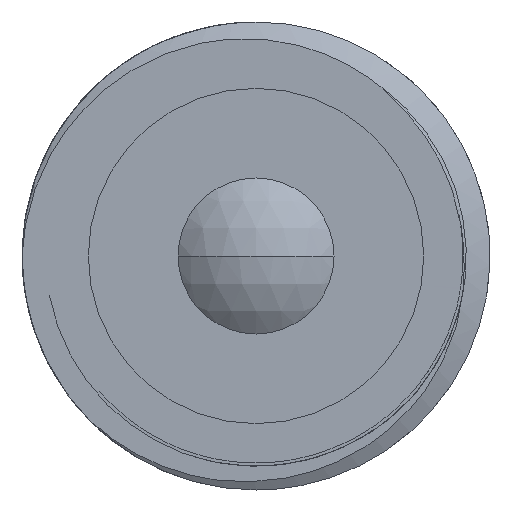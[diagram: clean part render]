
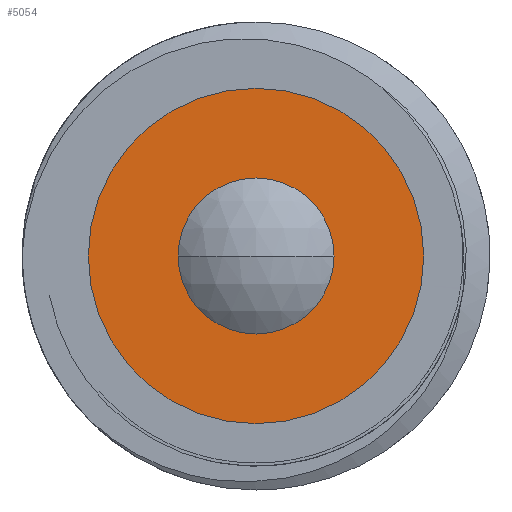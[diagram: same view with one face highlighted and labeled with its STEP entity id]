
A CAD part, left-side view. The second image highlights one B-rep face of the part: STEP entity #5054.
In plain terms, the highlighted planar face has unit normal (-1, 0, 0).
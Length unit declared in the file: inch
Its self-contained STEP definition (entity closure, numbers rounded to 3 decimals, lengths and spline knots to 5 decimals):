
#35 = CARTESIAN_POINT ( 'NONE',  ( 0.1378, 0., 0.03937 ) ) ;
#491 = DIRECTION ( 'NONE',  ( -1., 0., 0. ) ) ;
#639 = CARTESIAN_POINT ( 'NONE',  ( 0.1378, 0., 0. ) ) ;
#1092 = ORIENTED_EDGE ( 'NONE', *, *, #2546, .F. ) ;
#1110 = AXIS2_PLACEMENT_3D ( 'NONE', #6552, #8893, #14478 ) ;
#1175 = AXIS2_PLACEMENT_3D ( 'NONE', #1353, #10396, #1266 ) ;
#1255 = DIRECTION ( 'NONE',  ( 0., 0., 1. ) ) ;
#1266 = DIRECTION ( 'NONE',  ( 0., 0., 1. ) ) ;
#1353 = CARTESIAN_POINT ( 'NONE',  ( 0.1378, 0., 0. ) ) ;
#1771 = FACE_BOUND ( 'NONE', #5661, .T. ) ;
#1890 = VERTEX_POINT ( 'NONE', #11819 ) ;
#1960 = ORIENTED_EDGE ( 'NONE', *, *, #12294, .T. ) ;
#2034 = PLANE ( 'NONE',  #1110 ) ;
#2546 = EDGE_CURVE ( 'NONE', #7865, #9998, #7604, .T. ) ;
#3317 = AXIS2_PLACEMENT_3D ( 'NONE', #9117, #491, #3807 ) ;
#3579 = DIRECTION ( 'NONE',  ( -1., 0., 0. ) ) ;
#3807 = DIRECTION ( 'NONE',  ( 0., 0., 1. ) ) ;
#5054 = ADVANCED_FACE ( 'NONE', ( #11177, #1771 ), #2034, .F. ) ;
#5077 = AXIS2_PLACEMENT_3D ( 'NONE', #639, #8541, #8437 ) ;
#5083 = CIRCLE ( 'NONE', #5077, 0.08465 ) ;
#5661 = EDGE_LOOP ( 'NONE', ( #1092, #12459 ) ) ;
#5944 = CARTESIAN_POINT ( 'NONE',  ( 0.1378, 0., -0.03937 ) ) ;
#6552 = CARTESIAN_POINT ( 'NONE',  ( 0.1378, 0.08465, 0. ) ) ;
#7352 = EDGE_LOOP ( 'NONE', ( #13357, #1960 ) ) ;
#7604 = CIRCLE ( 'NONE', #8071, 0.03937 ) ;
#7862 = VERTEX_POINT ( 'NONE', #7962 ) ;
#7865 = VERTEX_POINT ( 'NONE', #35 ) ;
#7925 = EDGE_CURVE ( 'NONE', #9998, #7865, #9512, .T. ) ;
#7962 = CARTESIAN_POINT ( 'NONE',  ( 0.1378, 0., -0.08465 ) ) ;
#7995 = CARTESIAN_POINT ( 'NONE',  ( 0.1378, 0., 0. ) ) ;
#8071 = AXIS2_PLACEMENT_3D ( 'NONE', #7995, #3579, #1255 ) ;
#8437 = DIRECTION ( 'NONE',  ( 0., 0., 1. ) ) ;
#8541 = DIRECTION ( 'NONE',  ( -1., 0., 0. ) ) ;
#8893 = DIRECTION ( 'NONE',  ( 1., 0., 0. ) ) ;
#9117 = CARTESIAN_POINT ( 'NONE',  ( 0.1378, 0., 0. ) ) ;
#9512 = CIRCLE ( 'NONE', #1175, 0.03937 ) ;
#9998 = VERTEX_POINT ( 'NONE', #5944 ) ;
#10396 = DIRECTION ( 'NONE',  ( -1., 0., 0. ) ) ;
#11177 = FACE_OUTER_BOUND ( 'NONE', #7352, .T. ) ;
#11819 = CARTESIAN_POINT ( 'NONE',  ( 0.1378, 0., 0.08465 ) ) ;
#12023 = CIRCLE ( 'NONE', #3317, 0.08465 ) ;
#12294 = EDGE_CURVE ( 'NONE', #7862, #1890, #12023, .T. ) ;
#12459 = ORIENTED_EDGE ( 'NONE', *, *, #7925, .F. ) ;
#12654 = EDGE_CURVE ( 'NONE', #1890, #7862, #5083, .T. ) ;
#13357 = ORIENTED_EDGE ( 'NONE', *, *, #12654, .T. ) ;
#14478 = DIRECTION ( 'NONE',  ( 0., 1., 0. ) ) ;
